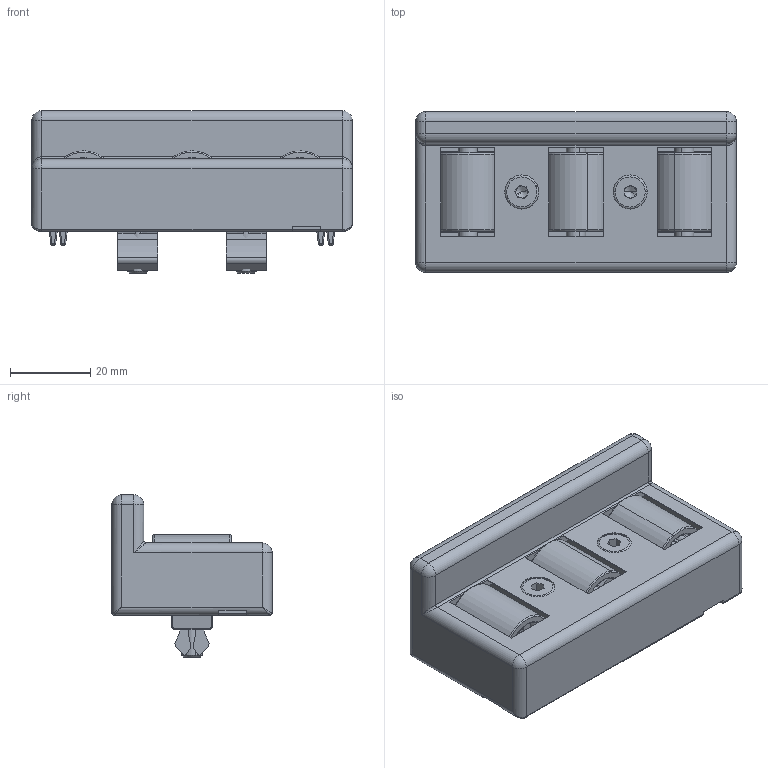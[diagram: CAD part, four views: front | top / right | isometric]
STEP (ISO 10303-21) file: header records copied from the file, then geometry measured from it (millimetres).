
FILE_DESCRIPTION(/* description */ (''),/* implementation_level */ '2;1');
FILE_NAME(/* name */ '10478_KriTec_Rollenelement_8_80_mit_Bordkante_Klemmbar.stp',/* time_stamp */ '2017-06-23T13:43:04+02:00',/* author */ ('Steiner'),/* organization */ (''),/* preprocessor_version */ 'ST-DEVELOPER v16.1',/* originating_system */ 'Autodesk Inventor 2016',/* authorisation */ '');
FILE_SCHEMA (('CONFIG_CONTROL_DESIGN'));
Length unit declared in the file: inch
Products named in the file (1): 10478_KriTec_Rollenelement_8_80_mit_Bordkante_Klemmbar
Bounding box: 80 x 40 x 40.5 mm (x, y, z)
Volume: 14027.7 mm3; surface area: 40817.8 mm2
Topology: 1 solids, 7 shells, 1006 faces, 2744 edges, 1720 vertices
Faces by surface type: plane 496, cylinder 336, torus 100, bspline 44, sphere 18, cone 12
Entity records: 33974 total; most frequent: CARTESIAN_POINT 7493, ORIENTED_EDGE 5432, DIRECTION 5332, EDGE_CURVE 2716, AXIS2_PLACEMENT_3D 1853, VERTEX_POINT 1720, LINE 1626, VECTOR 1626
